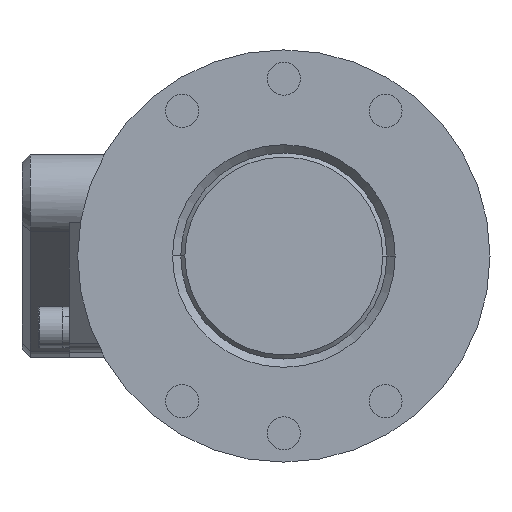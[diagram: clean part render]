
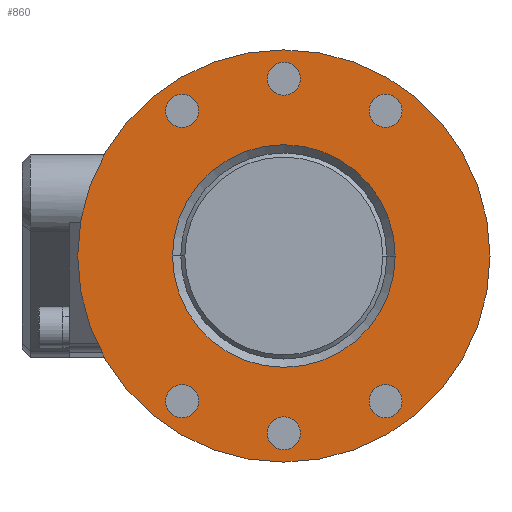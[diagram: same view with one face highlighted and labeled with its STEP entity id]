
A CAD part, left-side view. The second image highlights one B-rep face of the part: STEP entity #860.
In plain terms, the highlighted planar face has unit normal (-1, 0, 0).
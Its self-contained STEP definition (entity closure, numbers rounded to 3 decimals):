
#37=CARTESIAN_POINT('',(-164.,0.,0.));
#38=DIRECTION('',(-1.,0.,0.));
#39=DIRECTION('',(0.,1.,0.));
#40=AXIS2_PLACEMENT_3D('',#37,#38,#39);
#42=CARTESIAN_POINT('',(-164.,0.,0.));
#43=DIRECTION('',(1.,0.,0.));
#44=DIRECTION('',(0.,1.,0.));
#45=AXIS2_PLACEMENT_3D('',#42,#43,#44);
#47=CARTESIAN_POINT('',(-164.,0.,0.));
#48=DIRECTION('',(-1.,0.,0.));
#49=DIRECTION('',(0.,1.,0.));
#50=AXIS2_PLACEMENT_3D('',#47,#48,#49);
#52=CARTESIAN_POINT('',(-164.,0.,0.));
#53=DIRECTION('',(-1.,0.,0.));
#54=DIRECTION('',(0.,-1.,0.));
#55=AXIS2_PLACEMENT_3D('',#52,#53,#54);
#57=CARTESIAN_POINT('',(-164.,-24.664,35.224));
#58=DIRECTION('',(-1.,0.,0.));
#59=DIRECTION('',(0.,0.,-1.));
#60=AXIS2_PLACEMENT_3D('',#57,#58,#59);
#62=CARTESIAN_POINT('',(-164.,-24.664,35.224));
#63=DIRECTION('',(-1.,0.,0.));
#64=DIRECTION('',(0.,0.,1.));
#65=AXIS2_PLACEMENT_3D('',#62,#63,#64);
#67=CARTESIAN_POINT('',(-164.,-24.664,-35.224));
#68=DIRECTION('',(-1.,0.,0.));
#69=DIRECTION('',(0.,0.,-1.));
#70=AXIS2_PLACEMENT_3D('',#67,#68,#69);
#72=CARTESIAN_POINT('',(-164.,-24.664,-35.224));
#73=DIRECTION('',(-1.,0.,0.));
#74=DIRECTION('',(0.,0.,1.));
#75=AXIS2_PLACEMENT_3D('',#72,#73,#74);
#77=CARTESIAN_POINT('',(-164.,24.664,35.224));
#78=DIRECTION('',(-1.,0.,0.));
#79=DIRECTION('',(0.,0.,-1.));
#80=AXIS2_PLACEMENT_3D('',#77,#78,#79);
#82=CARTESIAN_POINT('',(-164.,24.664,35.224));
#83=DIRECTION('',(-1.,0.,0.));
#84=DIRECTION('',(0.,0.,1.));
#85=AXIS2_PLACEMENT_3D('',#82,#83,#84);
#87=CARTESIAN_POINT('',(-164.,24.664,-35.224));
#88=DIRECTION('',(-1.,0.,0.));
#89=DIRECTION('',(0.,0.,-1.));
#90=AXIS2_PLACEMENT_3D('',#87,#88,#89);
#92=CARTESIAN_POINT('',(-164.,24.664,-35.224));
#93=DIRECTION('',(-1.,0.,0.));
#94=DIRECTION('',(0.,0.,1.));
#95=AXIS2_PLACEMENT_3D('',#92,#93,#94);
#97=CARTESIAN_POINT('',(-164.,0.,-43.));
#98=DIRECTION('',(-1.,0.,0.));
#99=DIRECTION('',(0.,0.,-1.));
#100=AXIS2_PLACEMENT_3D('',#97,#98,#99);
#102=CARTESIAN_POINT('',(-164.,0.,-43.));
#103=DIRECTION('',(-1.,0.,0.));
#104=DIRECTION('',(0.,0.,1.));
#105=AXIS2_PLACEMENT_3D('',#102,#103,#104);
#107=CARTESIAN_POINT('',(-164.,0.,43.));
#108=DIRECTION('',(-1.,0.,0.));
#109=DIRECTION('',(0.,0.,-1.));
#110=AXIS2_PLACEMENT_3D('',#107,#108,#109);
#112=CARTESIAN_POINT('',(-164.,0.,43.));
#113=DIRECTION('',(-1.,0.,0.));
#114=DIRECTION('',(0.,0.,1.));
#115=AXIS2_PLACEMENT_3D('',#112,#113,#114);
#604=CARTESIAN_POINT('',(-164.,50.,0.));
#606=VERTEX_POINT('',#604);
#608=CARTESIAN_POINT('',(-164.,-50.,0.));
#610=VERTEX_POINT('',#608);
#673=CARTESIAN_POINT('',(-164.,-24.664,31.224));
#674=CARTESIAN_POINT('',(-164.,-24.664,39.224));
#675=VERTEX_POINT('',#673);
#676=VERTEX_POINT('',#674);
#677=CARTESIAN_POINT('',(-164.,-24.664,-39.224));
#678=CARTESIAN_POINT('',(-164.,-24.664,-31.224));
#679=VERTEX_POINT('',#677);
#680=VERTEX_POINT('',#678);
#681=CARTESIAN_POINT('',(-164.,24.664,31.224));
#682=CARTESIAN_POINT('',(-164.,24.664,39.224));
#683=VERTEX_POINT('',#681);
#684=VERTEX_POINT('',#682);
#685=CARTESIAN_POINT('',(-164.,24.664,-39.224));
#686=CARTESIAN_POINT('',(-164.,24.664,-31.224));
#687=VERTEX_POINT('',#685);
#688=VERTEX_POINT('',#686);
#697=CARTESIAN_POINT('',(-164.,0.,-47.));
#698=CARTESIAN_POINT('',(-164.,0.,-39.));
#699=VERTEX_POINT('',#697);
#700=VERTEX_POINT('',#698);
#701=CARTESIAN_POINT('',(-164.,0.,39.));
#702=CARTESIAN_POINT('',(-164.,0.,47.));
#703=VERTEX_POINT('',#701);
#704=VERTEX_POINT('',#702);
#705=CARTESIAN_POINT('',(-164.,27.,0.));
#706=CARTESIAN_POINT('',(-164.,-27.,0.));
#707=VERTEX_POINT('',#705);
#708=VERTEX_POINT('',#706);
#809=CARTESIAN_POINT('',(-164.,0.,0.));
#810=DIRECTION('',(-1.,0.,0.));
#811=DIRECTION('',(0.,1.,0.));
#812=AXIS2_PLACEMENT_3D('',#809,#810,#811);
#813=PLANE('',#812);
#815=ORIENTED_EDGE('',*,*,#814,.F.);
#817=ORIENTED_EDGE('',*,*,#816,.T.);
#818=EDGE_LOOP('',(#815,#817));
#819=FACE_OUTER_BOUND('',#818,.F.);
#820=ORIENTED_EDGE('',*,*,#803,.T.);
#821=ORIENTED_EDGE('',*,*,#789,.T.);
#822=EDGE_LOOP('',(#820,#821));
#823=FACE_BOUND('',#822,.F.);
#825=ORIENTED_EDGE('',*,*,#824,.T.);
#827=ORIENTED_EDGE('',*,*,#826,.T.);
#828=EDGE_LOOP('',(#825,#827));
#829=FACE_BOUND('',#828,.F.);
#831=ORIENTED_EDGE('',*,*,#830,.T.);
#833=ORIENTED_EDGE('',*,*,#832,.T.);
#834=EDGE_LOOP('',(#831,#833));
#835=FACE_BOUND('',#834,.F.);
#837=ORIENTED_EDGE('',*,*,#836,.T.);
#839=ORIENTED_EDGE('',*,*,#838,.T.);
#840=EDGE_LOOP('',(#837,#839));
#841=FACE_BOUND('',#840,.F.);
#843=ORIENTED_EDGE('',*,*,#842,.T.);
#845=ORIENTED_EDGE('',*,*,#844,.T.);
#846=EDGE_LOOP('',(#843,#845));
#847=FACE_BOUND('',#846,.F.);
#849=ORIENTED_EDGE('',*,*,#848,.T.);
#851=ORIENTED_EDGE('',*,*,#850,.T.);
#852=EDGE_LOOP('',(#849,#851));
#853=FACE_BOUND('',#852,.F.);
#855=ORIENTED_EDGE('',*,*,#854,.T.);
#857=ORIENTED_EDGE('',*,*,#856,.T.);
#858=EDGE_LOOP('',(#855,#857));
#859=FACE_BOUND('',#858,.F.);
#860=ADVANCED_FACE('',(#819,#823,#829,#835,#841,#847,#853,#859),#813,.T.);
#41=CIRCLE('',#40,50.);
#46=CIRCLE('',#45,50.);
#51=CIRCLE('',#50,27.);
#56=CIRCLE('',#55,27.);
#61=CIRCLE('',#60,4.);
#66=CIRCLE('',#65,4.);
#71=CIRCLE('',#70,4.);
#76=CIRCLE('',#75,4.);
#81=CIRCLE('',#80,4.);
#86=CIRCLE('',#85,4.);
#91=CIRCLE('',#90,4.);
#96=CIRCLE('',#95,4.);
#101=CIRCLE('',#100,4.);
#106=CIRCLE('',#105,4.);
#111=CIRCLE('',#110,4.);
#116=CIRCLE('',#115,4.);
#789=EDGE_CURVE('',#708,#707,#56,.T.);
#803=EDGE_CURVE('',#707,#708,#51,.T.);
#814=EDGE_CURVE('',#606,#610,#41,.T.);
#816=EDGE_CURVE('',#606,#610,#46,.T.);
#824=EDGE_CURVE('',#675,#676,#61,.T.);
#826=EDGE_CURVE('',#676,#675,#66,.T.);
#830=EDGE_CURVE('',#679,#680,#71,.T.);
#832=EDGE_CURVE('',#680,#679,#76,.T.);
#836=EDGE_CURVE('',#683,#684,#81,.T.);
#838=EDGE_CURVE('',#684,#683,#86,.T.);
#842=EDGE_CURVE('',#687,#688,#91,.T.);
#844=EDGE_CURVE('',#688,#687,#96,.T.);
#848=EDGE_CURVE('',#699,#700,#101,.T.);
#850=EDGE_CURVE('',#700,#699,#106,.T.);
#854=EDGE_CURVE('',#703,#704,#111,.T.);
#856=EDGE_CURVE('',#704,#703,#116,.T.);
